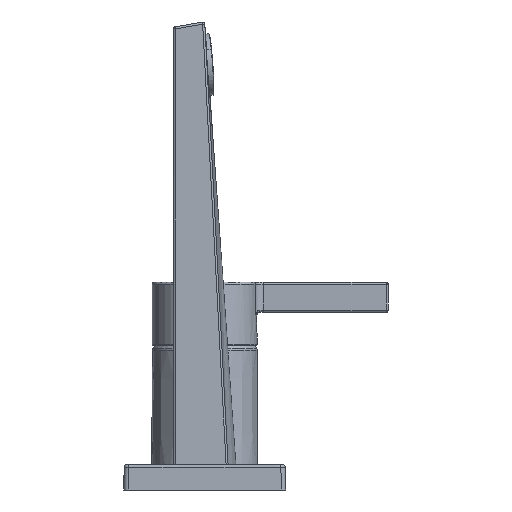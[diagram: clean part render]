
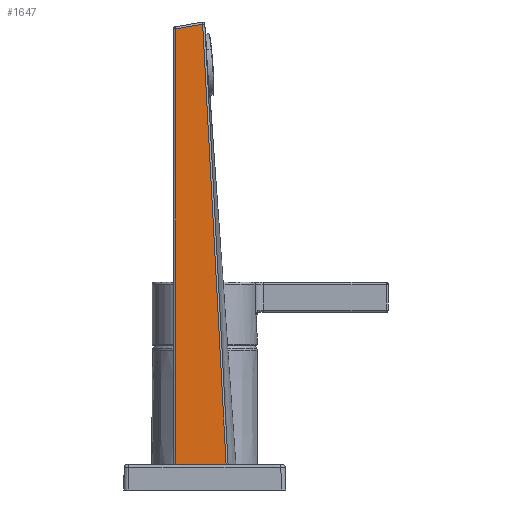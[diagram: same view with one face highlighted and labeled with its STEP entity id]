
A CAD part, left-side view. The second image highlights one B-rep face of the part: STEP entity #1647.
In plain terms, the highlighted planar face has unit normal (-1, 0, 0.01).
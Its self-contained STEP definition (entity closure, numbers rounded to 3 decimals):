
#152 = B_SPLINE_CURVE_WITH_KNOTS ( 'NONE', 5,
 ( #2096, #2766, #1791, #857, #3710, #3988, #2728, #166, #2751 ),
 .UNSPECIFIED., .F., .F.,
 ( 6, 3, 6 ),
 ( 0., 0.803, 1. ),
 .UNSPECIFIED. ) ;
#166 = CARTESIAN_POINT ( 'NONE',  ( -119.919, -9.486, 20.024 ) ) ;
#426 = CARTESIAN_POINT ( 'NONE',  ( -119.038, 13.494, 111.001 ) ) ;
#606 = ORIENTED_EDGE ( 'NONE', *, *, #2035, .F. ) ;
#615 = EDGE_CURVE ( 'NONE', #3301, #3569, #152, .T. ) ;
#728 = LINE ( 'NONE', #1678, #4025 ) ;
#740 = DIRECTION ( 'NONE',  ( 0.01, 0., 1. ) ) ;
#747 = ORIENTED_EDGE ( 'NONE', *, *, #4151, .F. ) ;
#857 = CARTESIAN_POINT ( 'NONE',  ( -118.968, -4.313, 117.69 ) ) ;
#1115 = DIRECTION ( 'NONE',  ( 1., 0., -0.01 ) ) ;
#1116 = ORIENTED_EDGE ( 'NONE', *, *, #1605, .F. ) ;
#1140 = VECTOR ( 'NONE', #3042, 1000. ) ;
#1159 = EDGE_LOOP ( 'NONE', ( #3397, #747, #1116, #606 ) ) ;
#1195 = VERTEX_POINT ( 'NONE', #3733 ) ;
#1285 = VECTOR ( 'NONE', #740, 1000. ) ;
#1457 = CARTESIAN_POINT ( 'NONE',  ( -119.001, 4.599, 114.5 ) ) ;
#1516 = FACE_OUTER_BOUND ( 'NONE', #1159, .T. ) ;
#1589 = CARTESIAN_POINT ( 'NONE',  ( -118.012, 0.933, 215.829 ) ) ;
#1605 = EDGE_CURVE ( 'NONE', #2055, #1195, #2991, .T. ) ;
#1647 = ADVANCED_FACE ( 'NONE', ( #1516 ), #2110, .F. ) ;
#1678 = CARTESIAN_POINT ( 'NONE',  ( -118.037, 13.495, 213.614 ) ) ;
#1791 = CARTESIAN_POINT ( 'NONE',  ( -118.649, -2.573, 150.36 ) ) ;
#2035 = EDGE_CURVE ( 'NONE', #3569, #2055, #2949, .T. ) ;
#2055 = VERTEX_POINT ( 'NONE', #4053 ) ;
#2096 = CARTESIAN_POINT ( 'NONE',  ( -118.012, 0.933, 215.829 ) ) ;
#2110 = PLANE ( 'NONE',  #4026 ) ;
#2313 = CARTESIAN_POINT ( 'NONE',  ( -119.997, -9.91, 12. ) ) ;
#2726 = CARTESIAN_POINT ( 'NONE',  ( -119.996, -13.006, 12. ) ) ;
#2728 = CARTESIAN_POINT ( 'NONE',  ( -119.841, -9.062, 28.049 ) ) ;
#2751 = CARTESIAN_POINT ( 'NONE',  ( -119.997, -9.91, 12. ) ) ;
#2766 = CARTESIAN_POINT ( 'NONE',  ( -118.331, -0.825, 183.074 ) ) ;
#2949 = LINE ( 'NONE', #2726, #1140 ) ;
#2991 = LINE ( 'NONE', #426, #1285 ) ;
#3042 = DIRECTION ( 'NONE',  ( 0., 1., 0. ) ) ;
#3301 = VERTEX_POINT ( 'NONE', #1589 ) ;
#3375 = DIRECTION ( 'NONE',  ( -0.01, 0., -1. ) ) ;
#3397 = ORIENTED_EDGE ( 'NONE', *, *, #615, .F. ) ;
#3569 = VERTEX_POINT ( 'NONE', #2313 ) ;
#3710 = CARTESIAN_POINT ( 'NONE',  ( -119.365, -6.479, 76.881 ) ) ;
#3733 = CARTESIAN_POINT ( 'NONE',  ( -118.037, 13.495, 213.614 ) ) ;
#3917 = DIRECTION ( 'NONE',  ( 0.002, -0.985, 0.174 ) ) ;
#3988 = CARTESIAN_POINT ( 'NONE',  ( -119.763, -8.638, 36.073 ) ) ;
#4025 = VECTOR ( 'NONE', #3917, 1000. ) ;
#4026 = AXIS2_PLACEMENT_3D ( 'NONE', #1457, #1115, #3375 ) ;
#4053 = CARTESIAN_POINT ( 'NONE',  ( -120.004, 13.494, 12. ) ) ;
#4151 = EDGE_CURVE ( 'NONE', #1195, #3301, #728, .T. ) ;
